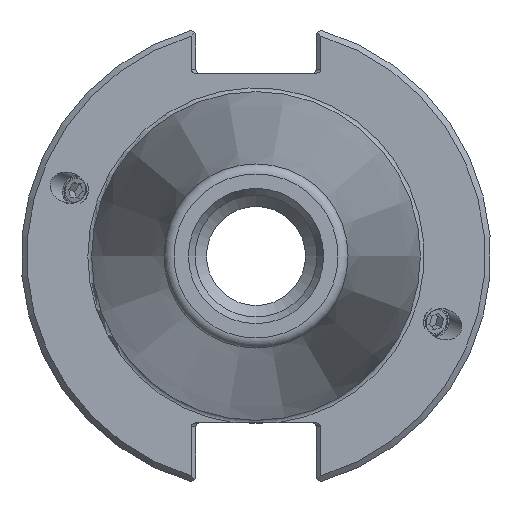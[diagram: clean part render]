
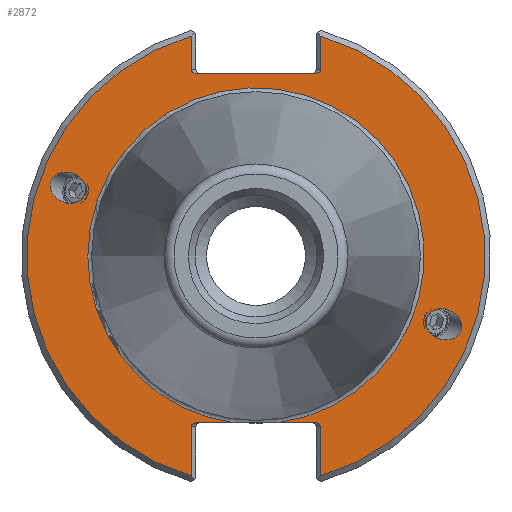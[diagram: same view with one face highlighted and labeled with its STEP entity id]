
A CAD part, left-side view. The second image highlights one B-rep face of the part: STEP entity #2872.
In plain terms, the highlighted planar face has unit normal (-1, 0, 0).
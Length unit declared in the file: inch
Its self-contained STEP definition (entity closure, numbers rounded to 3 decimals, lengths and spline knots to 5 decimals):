
#101=LINE('',#4466,#269);
#107=LINE('',#4494,#275);
#108=LINE('',#4498,#276);
#109=LINE('',#4502,#277);
#110=LINE('',#4507,#278);
#111=LINE('',#4511,#279);
#112=LINE('',#4514,#280);
#269=VECTOR('',#3526,0.63343);
#275=VECTOR('',#3540,0.205);
#276=VECTOR('',#3543,0.2622);
#277=VECTOR('',#3546,0.1782);
#278=VECTOR('',#3551,0.1782);
#279=VECTOR('',#3554,0.2622);
#280=VECTOR('',#3557,0.205);
#576=PLANE('',#3101);
#676=CIRCLE('',#3099,0.895);
#678=CIRCLE('',#3103,1.22);
#679=CIRCLE('',#3106,1.22);
#804=FACE_BOUND('',#1116,.T.);
#805=FACE_BOUND('',#1117,.T.);
#845=ELLIPSE('',#3043,0.09853,0.08071);
#846=ELLIPSE('',#3051,0.09853,0.08071);
#851=ELLIPSE('',#3102,0.02828,0.02);
#852=ELLIPSE('',#3104,0.02828,0.02);
#853=ELLIPSE('',#3105,0.02828,0.02);
#854=ELLIPSE('',#3107,0.02828,0.02);
#900=FACE_OUTER_BOUND('',#1115,.T.);
#1115=EDGE_LOOP('',(#2109,#2110,#2111,#2112,#2113,#2114,#2115,#2116,#2117,
#2118,#2119,#2120,#2121,#2122));
#1116=EDGE_LOOP('',(#2123));
#1117=EDGE_LOOP('',(#2124));
#1340=VERTEX_POINT('',#4352);
#1343=VERTEX_POINT('',#4363);
#1377=VERTEX_POINT('',#4462);
#1379=VERTEX_POINT('',#4465);
#1383=VERTEX_POINT('',#4476);
#1384=VERTEX_POINT('',#4477);
#1386=VERTEX_POINT('',#4493);
#1387=VERTEX_POINT('',#4495);
#1388=VERTEX_POINT('',#4497);
#1389=VERTEX_POINT('',#4499);
#1390=VERTEX_POINT('',#4501);
#1391=VERTEX_POINT('',#4504);
#1392=VERTEX_POINT('',#4506);
#1393=VERTEX_POINT('',#4508);
#1394=VERTEX_POINT('',#4510);
#1395=VERTEX_POINT('',#4512);
#1626=EDGE_CURVE('',#1340,#1340,#845,.T.);
#1629=EDGE_CURVE('',#1343,#1343,#846,.T.);
#1665=EDGE_CURVE('',#1377,#1379,#101,.T.);
#1672=EDGE_CURVE('',#1383,#1384,#676,.T.);
#1674=EDGE_CURVE('',#1386,#1383,#107,.T.);
#1675=EDGE_CURVE('',#1387,#1386,#851,.T.);
#1676=EDGE_CURVE('',#1388,#1387,#108,.T.);
#1677=EDGE_CURVE('',#1389,#1388,#678,.T.);
#1678=EDGE_CURVE('',#1390,#1389,#109,.T.);
#1679=EDGE_CURVE('',#1379,#1390,#852,.T.);
#1680=EDGE_CURVE('',#1391,#1377,#853,.T.);
#1681=EDGE_CURVE('',#1392,#1391,#110,.T.);
#1682=EDGE_CURVE('',#1393,#1392,#679,.T.);
#1683=EDGE_CURVE('',#1394,#1393,#111,.T.);
#1684=EDGE_CURVE('',#1395,#1394,#854,.T.);
#1685=EDGE_CURVE('',#1384,#1395,#112,.T.);
#2109=ORIENTED_EDGE('',*,*,#1672,.F.);
#2110=ORIENTED_EDGE('',*,*,#1674,.F.);
#2111=ORIENTED_EDGE('',*,*,#1675,.F.);
#2112=ORIENTED_EDGE('',*,*,#1676,.F.);
#2113=ORIENTED_EDGE('',*,*,#1677,.F.);
#2114=ORIENTED_EDGE('',*,*,#1678,.F.);
#2115=ORIENTED_EDGE('',*,*,#1679,.F.);
#2116=ORIENTED_EDGE('',*,*,#1665,.F.);
#2117=ORIENTED_EDGE('',*,*,#1680,.F.);
#2118=ORIENTED_EDGE('',*,*,#1681,.F.);
#2119=ORIENTED_EDGE('',*,*,#1682,.F.);
#2120=ORIENTED_EDGE('',*,*,#1683,.F.);
#2121=ORIENTED_EDGE('',*,*,#1684,.F.);
#2122=ORIENTED_EDGE('',*,*,#1685,.F.);
#2123=ORIENTED_EDGE('',*,*,#1626,.T.);
#2124=ORIENTED_EDGE('',*,*,#1629,.T.);
#2872=ADVANCED_FACE('',(#900,#804,#805),#576,.T.);
#3043=AXIS2_PLACEMENT_3D('',#4353,#3408,#3409);
#3051=AXIS2_PLACEMENT_3D('',#4364,#3424,#3425);
#3099=AXIS2_PLACEMENT_3D('',#4489,#3534,#3535);
#3101=AXIS2_PLACEMENT_3D('',#4492,#3538,#3539);
#3102=AXIS2_PLACEMENT_3D('',#4496,#3541,#3542);
#3103=AXIS2_PLACEMENT_3D('',#4500,#3544,#3545);
#3104=AXIS2_PLACEMENT_3D('',#4503,#3547,#3548);
#3105=AXIS2_PLACEMENT_3D('',#4505,#3549,#3550);
#3106=AXIS2_PLACEMENT_3D('',#4509,#3552,#3553);
#3107=AXIS2_PLACEMENT_3D('',#4513,#3555,#3556);
#3408=DIRECTION('center_axis',(1.,0.,0.));
#3409=DIRECTION('ref_axis',(0.,-0.94,-0.342));
#3424=DIRECTION('center_axis',(1.,0.,0.));
#3425=DIRECTION('ref_axis',(0.,0.94,0.342));
#3526=DIRECTION('',(0.,-1.,0.));
#3534=DIRECTION('center_axis',(-1.,0.,0.));
#3535=DIRECTION('ref_axis',(0.,-1.,0.));
#3538=DIRECTION('center_axis',(-1.,0.,0.));
#3539=DIRECTION('ref_axis',(0.,0.,1.));
#3540=DIRECTION('',(0.,1.,0.));
#3541=DIRECTION('center_axis',(-1.,0.,0.));
#3542=DIRECTION('ref_axis',(0.,-1.,0.));
#3543=DIRECTION('',(0.,0.,1.));
#3544=DIRECTION('center_axis',(1.,0.,0.));
#3545=DIRECTION('ref_axis',(0.,-1.,0.));
#3546=DIRECTION('',(0.,0.,1.));
#3547=DIRECTION('center_axis',(-1.,0.,0.));
#3548=DIRECTION('ref_axis',(0.,-1.,0.));
#3549=DIRECTION('center_axis',(-1.,0.,0.));
#3550=DIRECTION('ref_axis',(0.,1.,0.));
#3551=DIRECTION('',(0.,0.,-1.));
#3552=DIRECTION('center_axis',(1.,0.,0.));
#3553=DIRECTION('ref_axis',(0.,1.,0.));
#3554=DIRECTION('',(0.,0.,-1.));
#3555=DIRECTION('center_axis',(-1.,0.,0.));
#3556=DIRECTION('ref_axis',(0.,1.,0.));
#3557=DIRECTION('',(0.,1.,0.));
#4352=CARTESIAN_POINT('',(0.125,-0.90631,-0.32987));
#4353=CARTESIAN_POINT('Origin',(0.125,-0.99889,-0.36357));
#4363=CARTESIAN_POINT('',(0.125,0.90631,0.32987));
#4364=CARTESIAN_POINT('Origin',(0.125,0.99889,0.36357));
#4462=CARTESIAN_POINT('',(0.125,0.31672,0.972));
#4465=CARTESIAN_POINT('',(0.125,-0.31672,0.972));
#4466=CARTESIAN_POINT('',(0.125,0.53125,0.972));
#4476=CARTESIAN_POINT('',(0.125,-0.11172,-0.888));
#4477=CARTESIAN_POINT('',(0.125,0.11172,-0.888));
#4489=CARTESIAN_POINT('Origin',(0.125,0.,0.));
#4492=CARTESIAN_POINT('Origin',(0.125,1.0625,0.));
#4493=CARTESIAN_POINT('',(0.125,-0.31672,-0.888));
#4494=CARTESIAN_POINT('',(0.125,0.53125,-0.888));
#4495=CARTESIAN_POINT('',(0.125,-0.345,-0.908));
#4496=CARTESIAN_POINT('Origin',(0.125,-0.31672,-0.908));
#4497=CARTESIAN_POINT('',(0.125,-0.345,-1.1702));
#4498=CARTESIAN_POINT('',(0.125,-0.345,-0.444));
#4499=CARTESIAN_POINT('',(0.125,-0.345,1.1702));
#4500=CARTESIAN_POINT('Origin',(0.125,0.,0.));
#4501=CARTESIAN_POINT('',(0.125,-0.345,0.992));
#4502=CARTESIAN_POINT('',(0.125,-0.345,0.486));
#4503=CARTESIAN_POINT('Origin',(0.125,-0.31672,0.992));
#4504=CARTESIAN_POINT('',(0.125,0.345,0.992));
#4505=CARTESIAN_POINT('Origin',(0.125,0.31672,0.992));
#4506=CARTESIAN_POINT('',(0.125,0.345,1.1702));
#4507=CARTESIAN_POINT('',(0.125,0.345,0.486));
#4508=CARTESIAN_POINT('',(0.125,0.345,-1.1702));
#4509=CARTESIAN_POINT('Origin',(0.125,0.,0.));
#4510=CARTESIAN_POINT('',(0.125,0.345,-0.908));
#4511=CARTESIAN_POINT('',(0.125,0.345,-0.444));
#4512=CARTESIAN_POINT('',(0.125,0.31672,-0.888));
#4513=CARTESIAN_POINT('Origin',(0.125,0.31672,-0.908));
#4514=CARTESIAN_POINT('',(0.125,0.53125,-0.888));
